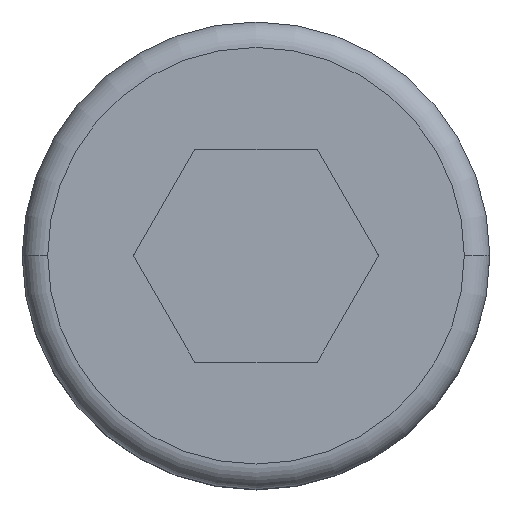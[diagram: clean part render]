
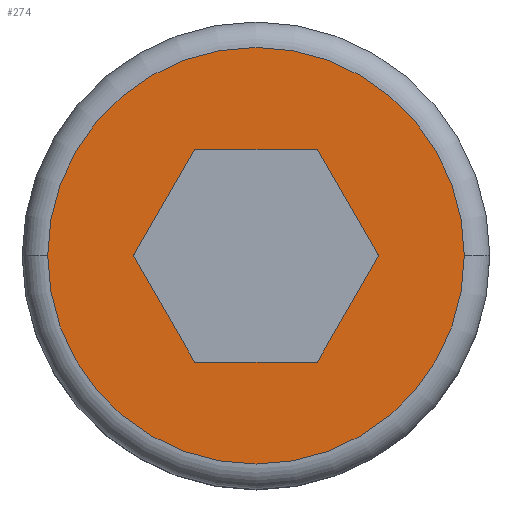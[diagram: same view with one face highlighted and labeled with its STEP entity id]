
A CAD part, top view. The second image highlights one B-rep face of the part: STEP entity #274.
In plain terms, the highlighted planar face has unit normal (0, 0, 1).
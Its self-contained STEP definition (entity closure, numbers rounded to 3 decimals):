
#1 = EDGE_CURVE ( 'NONE', #326, #505, #187, .T. ) ;
#7 = ORIENTED_EDGE ( 'NONE', *, *, #229, .F. ) ;
#8 = FACE_BOUND ( 'NONE', #307, .T. ) ;
#32 = LINE ( 'NONE', #270, #190 ) ;
#33 = AXIS2_PLACEMENT_3D ( 'NONE', #293, #138, #46 ) ;
#36 = EDGE_CURVE ( 'NONE', #262, #326, #32, .T. ) ;
#38 = DIRECTION ( 'NONE',  ( 0., 0., 1. ) ) ;
#41 = VECTOR ( 'NONE', #378, 1000. ) ;
#44 = CARTESIAN_POINT ( 'NONE',  ( -0.722, -1.25, 23. ) ) ;
#46 = DIRECTION ( 'NONE',  ( -1., 0., 0. ) ) ;
#51 = CARTESIAN_POINT ( 'NONE',  ( 1.443, 0., 23. ) ) ;
#57 = CARTESIAN_POINT ( 'NONE',  ( -0.722, 1.25, 23. ) ) ;
#60 = EDGE_CURVE ( 'NONE', #447, #94, #154, .T. ) ;
#69 = CARTESIAN_POINT ( 'NONE',  ( -1.443, 0., 23. ) ) ;
#84 = LINE ( 'NONE', #455, #41 ) ;
#85 = ORIENTED_EDGE ( 'NONE', *, *, #474, .F. ) ;
#87 = ORIENTED_EDGE ( 'NONE', *, *, #1, .F. ) ;
#94 = VERTEX_POINT ( 'NONE', #446 ) ;
#96 = VERTEX_POINT ( 'NONE', #44 ) ;
#118 = VECTOR ( 'NONE', #389, 1000. ) ;
#124 = DIRECTION ( 'NONE',  ( -1., 0., 0. ) ) ;
#128 = VECTOR ( 'NONE', #346, 1000. ) ;
#129 = EDGE_CURVE ( 'NONE', #96, #454, #332, .T. ) ;
#136 = ORIENTED_EDGE ( 'NONE', *, *, #243, .F. ) ;
#138 = DIRECTION ( 'NONE',  ( 0., 0., -1. ) ) ;
#149 = CARTESIAN_POINT ( 'NONE',  ( 0., 0., 23. ) ) ;
#154 = CIRCLE ( 'NONE', #214, 2.45 ) ;
#159 = EDGE_CURVE ( 'NONE', #94, #447, #360, .T. ) ;
#164 = DIRECTION ( 'NONE',  ( 1., 0., 0. ) ) ;
#180 = LINE ( 'NONE', #297, #277 ) ;
#187 = LINE ( 'NONE', #227, #118 ) ;
#190 = VECTOR ( 'NONE', #358, 1000. ) ;
#195 = CARTESIAN_POINT ( 'NONE',  ( -2.45, 0., 23. ) ) ;
#198 = DIRECTION ( 'NONE',  ( 0., 0., 1. ) ) ;
#214 = AXIS2_PLACEMENT_3D ( 'NONE', #149, #198, #347 ) ;
#227 = CARTESIAN_POINT ( 'NONE',  ( 0.722, 1.25, 23. ) ) ;
#229 = EDGE_CURVE ( 'NONE', #527, #96, #180, .T. ) ;
#240 = CARTESIAN_POINT ( 'NONE',  ( 0., 0., 23. ) ) ;
#243 = EDGE_CURVE ( 'NONE', #505, #527, #84, .T. ) ;
#262 = VERTEX_POINT ( 'NONE', #51 ) ;
#266 = EDGE_LOOP ( 'NONE', ( #492, #345 ) ) ;
#270 = CARTESIAN_POINT ( 'NONE',  ( 1.443, 0., 23. ) ) ;
#274 = ADVANCED_FACE ( 'NONE', ( #453, #8 ), #295, .F. ) ;
#277 = VECTOR ( 'NONE', #504, 1000. ) ;
#293 = CARTESIAN_POINT ( 'NONE',  ( 2.75, 0., 23. ) ) ;
#295 = PLANE ( 'NONE',  #33 ) ;
#297 = CARTESIAN_POINT ( 'NONE',  ( -1.443, 0., 23. ) ) ;
#307 = EDGE_LOOP ( 'NONE', ( #324, #85, #397, #7, #136, #87 ) ) ;
#324 = ORIENTED_EDGE ( 'NONE', *, *, #36, .F. ) ;
#326 = VERTEX_POINT ( 'NONE', #338 ) ;
#332 = LINE ( 'NONE', #445, #433 ) ;
#338 = CARTESIAN_POINT ( 'NONE',  ( 0.722, 1.25, 23. ) ) ;
#345 = ORIENTED_EDGE ( 'NONE', *, *, #159, .T. ) ;
#346 = DIRECTION ( 'NONE',  ( 0.5, 0.866, 0. ) ) ;
#347 = DIRECTION ( 'NONE',  ( -1., 0., 0. ) ) ;
#355 = CARTESIAN_POINT ( 'NONE',  ( 0.722, -1.25, 23. ) ) ;
#358 = DIRECTION ( 'NONE',  ( -0.5, 0.866, 0. ) ) ;
#360 = CIRCLE ( 'NONE', #500, 2.45 ) ;
#378 = DIRECTION ( 'NONE',  ( -0.5, -0.866, 0. ) ) ;
#389 = DIRECTION ( 'NONE',  ( -1., 0., 0. ) ) ;
#397 = ORIENTED_EDGE ( 'NONE', *, *, #129, .F. ) ;
#433 = VECTOR ( 'NONE', #164, 1000. ) ;
#445 = CARTESIAN_POINT ( 'NONE',  ( -0.722, -1.25, 23. ) ) ;
#446 = CARTESIAN_POINT ( 'NONE',  ( 2.45, 0., 23. ) ) ;
#447 = VERTEX_POINT ( 'NONE', #195 ) ;
#453 = FACE_OUTER_BOUND ( 'NONE', #266, .T. ) ;
#454 = VERTEX_POINT ( 'NONE', #355 ) ;
#455 = CARTESIAN_POINT ( 'NONE',  ( -0.722, 1.25, 23. ) ) ;
#472 = LINE ( 'NONE', #515, #128 ) ;
#474 = EDGE_CURVE ( 'NONE', #454, #262, #472, .T. ) ;
#492 = ORIENTED_EDGE ( 'NONE', *, *, #60, .T. ) ;
#500 = AXIS2_PLACEMENT_3D ( 'NONE', #240, #38, #124 ) ;
#504 = DIRECTION ( 'NONE',  ( 0.5, -0.866, 0. ) ) ;
#505 = VERTEX_POINT ( 'NONE', #57 ) ;
#515 = CARTESIAN_POINT ( 'NONE',  ( 0.722, -1.25, 23. ) ) ;
#527 = VERTEX_POINT ( 'NONE', #69 ) ;
